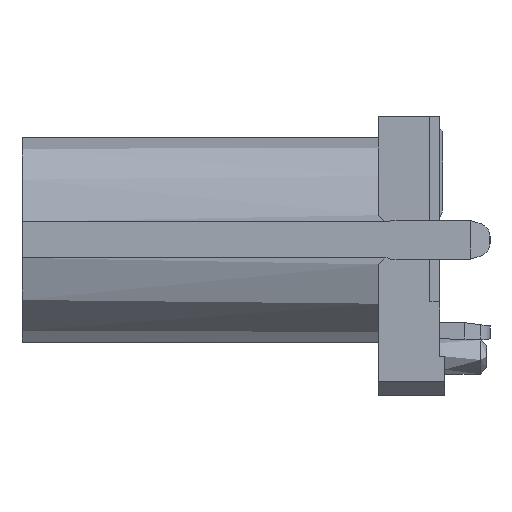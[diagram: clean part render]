
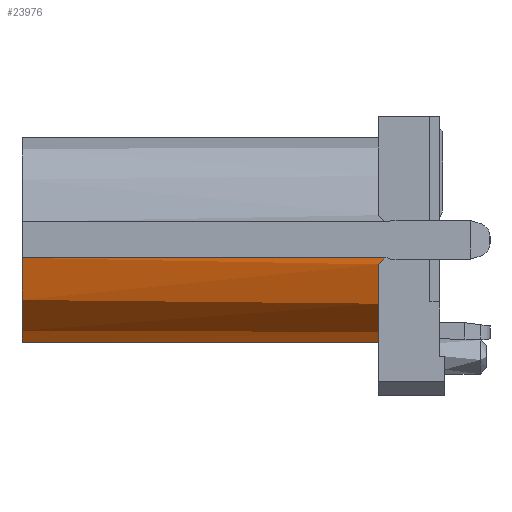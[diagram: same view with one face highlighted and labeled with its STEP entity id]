
A CAD part, left-side view. The second image highlights one B-rep face of the part: STEP entity #23976.
In plain terms, the highlighted cylindrical face has radius 1.3 mm (diameter 2.6 mm), a partial arc.
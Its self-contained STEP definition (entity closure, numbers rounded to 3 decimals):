
#47=B_SPLINE_CURVE_WITH_KNOTS('',3,(#35734,#35735,#35736,#35737),
 .UNSPECIFIED.,.F.,.F.,(4,4),(0.,0.),
 .UNSPECIFIED.);
#203=CYLINDRICAL_SURFACE('',#25228,1.3);
#378=CIRCLE('',#25039,1.3);
#442=CIRCLE('',#25229,1.3);
#4929=ORIENTED_EDGE('',*,*,#8624,.F.);
#4930=ORIENTED_EDGE('',*,*,#8145,.F.);
#4931=ORIENTED_EDGE('',*,*,#7970,.F.);
#4932=ORIENTED_EDGE('',*,*,#8625,.T.);
#4933=ORIENTED_EDGE('',*,*,#8626,.F.);
#7970=EDGE_CURVE('',#10176,#10177,#12483,.T.);
#8145=EDGE_CURVE('',#10177,#10327,#378,.T.);
#8624=EDGE_CURVE('',#10327,#10642,#13017,.T.);
#8625=EDGE_CURVE('',#10176,#10643,#442,.T.);
#8626=EDGE_CURVE('',#10642,#10643,#47,.T.);
#10176=VERTEX_POINT('',#34436);
#10177=VERTEX_POINT('',#34438);
#10327=VERTEX_POINT('',#34798);
#10642=VERTEX_POINT('',#35731);
#10643=VERTEX_POINT('',#35733);
#12483=LINE('',#34437,#14989);
#13017=LINE('',#35730,#15523);
#14989=VECTOR('',#28780,1000.);
#15523=VECTOR('',#29846,1000.);
#16603=EDGE_LOOP('',(#4929,#4930,#4931,#4932,#4933));
#17676=FACE_BOUND('',#16603,.T.);
#23976=ADVANCED_FACE('',(#17676),#203,.T.);
#25039=AXIS2_PLACEMENT_3D('',#34797,#29066,#29067);
#25228=AXIS2_PLACEMENT_3D('',#35729,#29844,#29845);
#25229=AXIS2_PLACEMENT_3D('',#35732,#29847,#29848);
#28780=DIRECTION('',(0.,-1.,0.));
#29066=DIRECTION('',(0.,-1.,0.));
#29067=DIRECTION('',(0.,0.,-1.));
#29844=DIRECTION('',(0.,1.,0.));
#29845=DIRECTION('',(0.,0.,-1.));
#29846=DIRECTION('',(0.,1.,0.));
#29847=DIRECTION('',(0.,-1.,0.));
#29848=DIRECTION('',(0.,0.,1.));
#34436=CARTESIAN_POINT('',(25.17,-9.15,-11.33));
#34437=CARTESIAN_POINT('',(25.17,-9.016,-11.33));
#34438=CARTESIAN_POINT('',(25.17,-14.65,-11.33));
#34797=CARTESIAN_POINT('',(25.17,-14.65,-10.03));
#34798=CARTESIAN_POINT('',(26.47,-14.65,-10.03));
#35729=CARTESIAN_POINT('',(25.17,-9.016,-10.03));
#35730=CARTESIAN_POINT('',(26.47,-10.385,-10.03));
#35731=CARTESIAN_POINT('',(26.47,-9.05,-10.03));
#35732=CARTESIAN_POINT('',(25.17,-9.15,-10.03));
#35733=CARTESIAN_POINT('',(26.466,-9.15,-10.13));
#35734=CARTESIAN_POINT('',(26.47,-9.05,-10.03));
#35735=CARTESIAN_POINT('',(26.47,-9.103,-10.03));
#35736=CARTESIAN_POINT('',(26.47,-9.15,-10.077));
#35737=CARTESIAN_POINT('',(26.466,-9.15,-10.13));
